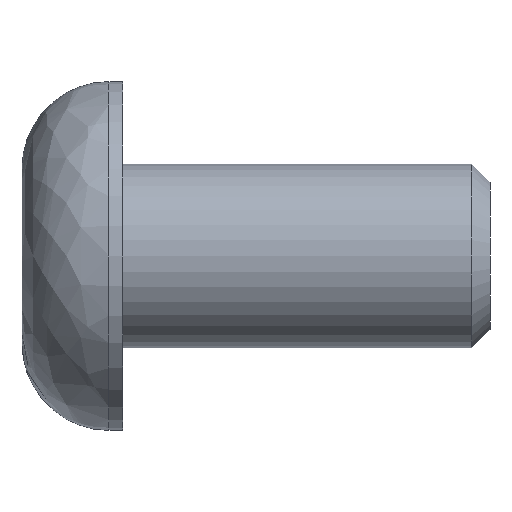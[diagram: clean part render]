
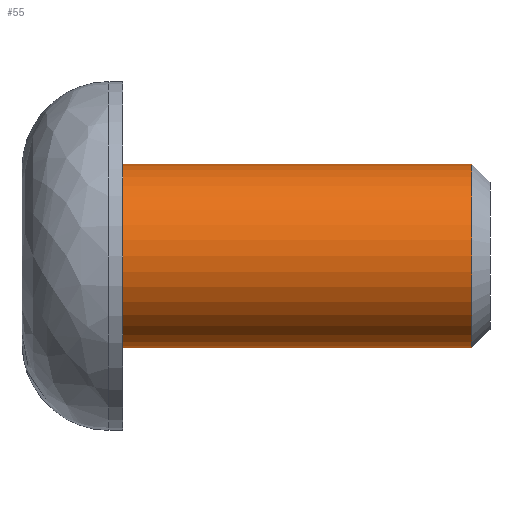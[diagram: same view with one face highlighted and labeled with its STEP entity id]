
A CAD part, front view. The second image highlights one B-rep face of the part: STEP entity #55.
In plain terms, the highlighted cylindrical face has radius 2.5 mm (diameter 5 mm), a partial arc.
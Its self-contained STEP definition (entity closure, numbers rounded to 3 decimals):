
#24 = LINE ( 'NONE', #255, #385 ) ;
#37 = CYLINDRICAL_SURFACE ( 'NONE', #325, 2.5 ) ;
#49 = VERTEX_POINT ( 'NONE', #453 ) ;
#55 = ADVANCED_FACE ( 'NONE', ( #269 ), #37, .T. ) ;
#59 = AXIS2_PLACEMENT_3D ( 'NONE', #315, #495, #395 ) ;
#81 = EDGE_LOOP ( 'NONE', ( #527, #265, #324, #458 ) ) ;
#84 = CARTESIAN_POINT ( 'NONE',  ( 9.509, 0., 2.5 ) ) ;
#104 = CARTESIAN_POINT ( 'NONE',  ( 0., 0., -2.5 ) ) ;
#105 = LINE ( 'NONE', #195, #469 ) ;
#119 = DIRECTION ( 'NONE',  ( 1., 0., 0. ) ) ;
#158 = CARTESIAN_POINT ( 'NONE',  ( 0., 0., 2.5 ) ) ;
#160 = VERTEX_POINT ( 'NONE', #158 ) ;
#187 = EDGE_CURVE ( 'NONE', #160, #212, #24, .T. ) ;
#195 = CARTESIAN_POINT ( 'NONE',  ( 6.8, 0., -2.5 ) ) ;
#212 = VERTEX_POINT ( 'NONE', #84 ) ;
#237 = DIRECTION ( 'NONE',  ( 0., 0., -1. ) ) ;
#242 = CARTESIAN_POINT ( 'NONE',  ( 6.8, 0., 0. ) ) ;
#243 = CIRCLE ( 'NONE', #59, 2.5 ) ;
#255 = CARTESIAN_POINT ( 'NONE',  ( 6.8, 0., 2.5 ) ) ;
#265 = ORIENTED_EDGE ( 'NONE', *, *, #361, .T. ) ;
#269 = FACE_OUTER_BOUND ( 'NONE', #81, .T. ) ;
#281 = DIRECTION ( 'NONE',  ( 0., 0., -1. ) ) ;
#315 = CARTESIAN_POINT ( 'NONE',  ( 0., 0., 0. ) ) ;
#320 = DIRECTION ( 'NONE',  ( -1., 0., 0. ) ) ;
#324 = ORIENTED_EDGE ( 'NONE', *, *, #489, .T. ) ;
#325 = AXIS2_PLACEMENT_3D ( 'NONE', #242, #327, #237 ) ;
#327 = DIRECTION ( 'NONE',  ( 1., 0., 0. ) ) ;
#345 = CIRCLE ( 'NONE', #485, 2.5 ) ;
#361 = EDGE_CURVE ( 'NONE', #160, #435, #243, .T. ) ;
#365 = CARTESIAN_POINT ( 'NONE',  ( 9.509, 0., 0. ) ) ;
#385 = VECTOR ( 'NONE', #119, 1000. ) ;
#395 = DIRECTION ( 'NONE',  ( 0., 0., -1. ) ) ;
#402 = EDGE_CURVE ( 'NONE', #49, #212, #345, .T. ) ;
#435 = VERTEX_POINT ( 'NONE', #104 ) ;
#453 = CARTESIAN_POINT ( 'NONE',  ( 9.509, 0., -2.5 ) ) ;
#458 = ORIENTED_EDGE ( 'NONE', *, *, #402, .T. ) ;
#469 = VECTOR ( 'NONE', #505, 1000. ) ;
#485 = AXIS2_PLACEMENT_3D ( 'NONE', #365, #320, #281 ) ;
#489 = EDGE_CURVE ( 'NONE', #435, #49, #105, .T. ) ;
#495 = DIRECTION ( 'NONE',  ( 1., 0., 0. ) ) ;
#505 = DIRECTION ( 'NONE',  ( 1., 0., 0. ) ) ;
#527 = ORIENTED_EDGE ( 'NONE', *, *, #187, .F. ) ;
